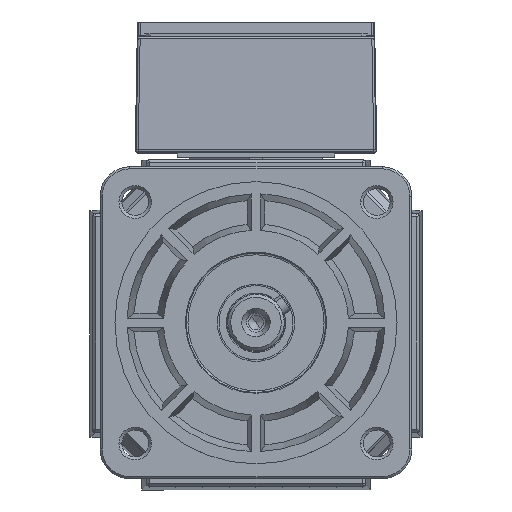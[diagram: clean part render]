
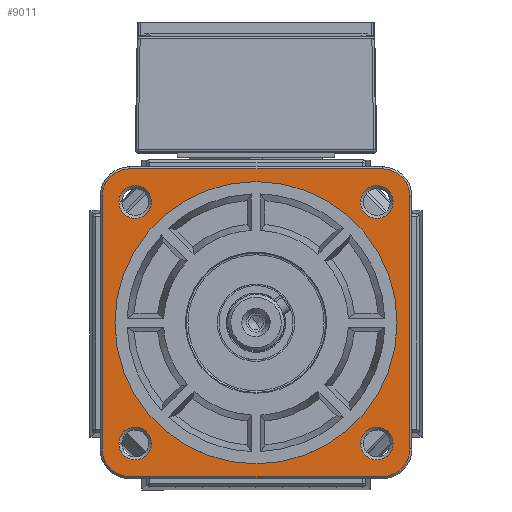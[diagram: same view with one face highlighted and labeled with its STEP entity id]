
A CAD part, top view. The second image highlights one B-rep face of the part: STEP entity #9011.
In plain terms, the highlighted planar face has unit normal (0, 0, 1).
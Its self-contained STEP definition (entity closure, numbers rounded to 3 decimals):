
#6398=CARTESIAN_POINT('',(-47.5,0.,180.5));
#6399=VERTEX_POINT('',#6398);
#6408=CARTESIAN_POINT('',(47.5,0.,180.5));
#6409=VERTEX_POINT('',#6408);
#6410=CARTESIAN_POINT('',(0.,0.,180.5));
#6411=DIRECTION('',(0.0,0.0,1.0));
#6412=DIRECTION('',(-1.0,0.0,0.0));
#6413=AXIS2_PLACEMENT_3D('',#6410,#6411,#6412);
#6414=CIRCLE('',#6413,47.5);
#6415=EDGE_CURVE('',#6399,#6409,#6414,.T.);
#6503=CARTESIAN_POINT('',(-46.159,40.659,180.5));
#6504=VERTEX_POINT('',#6503);
#6518=CARTESIAN_POINT('',(-35.159,40.659,180.5));
#6519=VERTEX_POINT('',#6518);
#6526=CARTESIAN_POINT('',(-40.659,40.659,180.5));
#6527=DIRECTION('',(0.0,0.0,1.0));
#6528=DIRECTION('',(-1.0,0.0,0.0));
#6529=AXIS2_PLACEMENT_3D('',#6526,#6527,#6528);
#6530=CIRCLE('',#6529,5.5);
#6531=EDGE_CURVE('',#6519,#6504,#6530,.T.);
#6604=CARTESIAN_POINT('',(35.159,40.659,180.5));
#6605=VERTEX_POINT('',#6604);
#6619=CARTESIAN_POINT('',(46.159,40.659,180.5));
#6620=VERTEX_POINT('',#6619);
#6627=CARTESIAN_POINT('',(40.659,40.659,180.5));
#6628=DIRECTION('',(0.0,0.0,1.0));
#6629=DIRECTION('',(-1.0,0.0,0.0));
#6630=AXIS2_PLACEMENT_3D('',#6627,#6628,#6629);
#6631=CIRCLE('',#6630,5.5);
#6632=EDGE_CURVE('',#6620,#6605,#6631,.T.);
#6705=CARTESIAN_POINT('',(35.159,-40.659,180.5));
#6706=VERTEX_POINT('',#6705);
#6720=CARTESIAN_POINT('',(46.159,-40.659,180.5));
#6721=VERTEX_POINT('',#6720);
#6728=CARTESIAN_POINT('',(40.659,-40.659,180.5));
#6729=DIRECTION('',(0.0,0.0,1.0));
#6730=DIRECTION('',(-1.0,0.0,0.0));
#6731=AXIS2_PLACEMENT_3D('',#6728,#6729,#6730);
#6732=CIRCLE('',#6731,5.5);
#6733=EDGE_CURVE('',#6721,#6706,#6732,.T.);
#6806=CARTESIAN_POINT('',(-46.159,-40.659,180.5));
#6807=VERTEX_POINT('',#6806);
#6821=CARTESIAN_POINT('',(-35.159,-40.659,180.5));
#6822=VERTEX_POINT('',#6821);
#6829=CARTESIAN_POINT('',(-40.659,-40.659,180.5));
#6830=DIRECTION('',(0.0,0.0,1.0));
#6831=DIRECTION('',(-1.0,0.0,0.0));
#6832=AXIS2_PLACEMENT_3D('',#6829,#6830,#6831);
#6833=CIRCLE('',#6832,5.5);
#6834=EDGE_CURVE('',#6822,#6807,#6833,.T.);
#8880=CARTESIAN_POINT('',(-40.659,-40.659,180.5));
#8881=DIRECTION('',(0.0,0.0,1.0));
#8882=DIRECTION('',(-1.0,0.0,0.0));
#8883=AXIS2_PLACEMENT_3D('',#8880,#8881,#8882);
#8884=CIRCLE('',#8883,5.5);
#8885=EDGE_CURVE('',#6807,#6822,#8884,.T.);
#8892=CARTESIAN_POINT('',(0.,0.,180.5));
#8893=DIRECTION('',(0.0,0.0,-1.0));
#8894=DIRECTION('',(-1.0,0.0,0.0));
#8895=AXIS2_PLACEMENT_3D('',#8892,#8893,#8894);
#8896=PLANE('',#8895);
#8897=CARTESIAN_POINT('',(-42.5,51.8,180.5));
#8898=VERTEX_POINT('',#8897);
#8899=CARTESIAN_POINT('',(42.5,51.8,180.5));
#8900=VERTEX_POINT('',#8899);
#8901=CARTESIAN_POINT('',(-42.5,51.8,180.5));
#8902=DIRECTION('',(1.0,0.0,0.0));
#8903=VECTOR('',#8902,85.);
#8904=LINE('',#8901,#8903);
#8905=EDGE_CURVE('',#8898,#8900,#8904,.T.);
#8906=ORIENTED_EDGE('',*,*,#8905,.F.);
#8907=CARTESIAN_POINT('',(-51.8,42.5,180.5));
#8908=VERTEX_POINT('',#8907);
#8909=CARTESIAN_POINT('',(-42.5,42.5,180.5));
#8910=DIRECTION('',(0.0,0.0,-1.0));
#8911=DIRECTION('',(0.0,1.0,0.0));
#8912=AXIS2_PLACEMENT_3D('',#8909,#8910,#8911);
#8913=CIRCLE('',#8912,9.3);
#8914=EDGE_CURVE('',#8908,#8898,#8913,.T.);
#8915=ORIENTED_EDGE('',*,*,#8914,.F.);
#8916=CARTESIAN_POINT('',(-51.8,-42.5,180.5));
#8917=VERTEX_POINT('',#8916);
#8918=CARTESIAN_POINT('',(-51.8,-42.5,180.5));
#8919=DIRECTION('',(0.0,1.0,0.0));
#8920=VECTOR('',#8919,85.);
#8921=LINE('',#8918,#8920);
#8922=EDGE_CURVE('',#8917,#8908,#8921,.T.);
#8923=ORIENTED_EDGE('',*,*,#8922,.F.);
#8924=CARTESIAN_POINT('',(-42.5,-51.8,180.5));
#8925=VERTEX_POINT('',#8924);
#8926=CARTESIAN_POINT('',(-42.5,-42.5,180.5));
#8927=DIRECTION('',(0.0,0.0,-1.0));
#8928=DIRECTION('',(-1.0,0.0,0.0));
#8929=AXIS2_PLACEMENT_3D('',#8926,#8927,#8928);
#8930=CIRCLE('',#8929,9.3);
#8931=EDGE_CURVE('',#8925,#8917,#8930,.T.);
#8932=ORIENTED_EDGE('',*,*,#8931,.F.);
#8933=CARTESIAN_POINT('',(42.5,-51.8,180.5));
#8934=VERTEX_POINT('',#8933);
#8935=CARTESIAN_POINT('',(42.5,-51.8,180.5));
#8936=DIRECTION('',(-1.0,0.0,0.0));
#8937=VECTOR('',#8936,85.);
#8938=LINE('',#8935,#8937);
#8939=EDGE_CURVE('',#8934,#8925,#8938,.T.);
#8940=ORIENTED_EDGE('',*,*,#8939,.F.);
#8941=CARTESIAN_POINT('',(51.8,-42.5,180.5));
#8942=VERTEX_POINT('',#8941);
#8943=CARTESIAN_POINT('',(42.5,-42.5,180.5));
#8944=DIRECTION('',(0.0,0.0,-1.0));
#8945=DIRECTION('',(0.0,-1.0,0.0));
#8946=AXIS2_PLACEMENT_3D('',#8943,#8944,#8945);
#8947=CIRCLE('',#8946,9.3);
#8948=EDGE_CURVE('',#8942,#8934,#8947,.T.);
#8949=ORIENTED_EDGE('',*,*,#8948,.F.);
#8950=CARTESIAN_POINT('',(51.8,42.5,180.5));
#8951=VERTEX_POINT('',#8950);
#8952=CARTESIAN_POINT('',(51.8,42.5,180.5));
#8953=DIRECTION('',(0.0,-1.0,0.0));
#8954=VECTOR('',#8953,85.);
#8955=LINE('',#8952,#8954);
#8956=EDGE_CURVE('',#8951,#8942,#8955,.T.);
#8957=ORIENTED_EDGE('',*,*,#8956,.F.);
#8958=CARTESIAN_POINT('',(42.5,42.5,180.5));
#8959=DIRECTION('',(0.0,0.0,-1.0));
#8960=DIRECTION('',(1.0,0.0,0.0));
#8961=AXIS2_PLACEMENT_3D('',#8958,#8959,#8960);
#8962=CIRCLE('',#8961,9.3);
#8963=EDGE_CURVE('',#8900,#8951,#8962,.T.);
#8964=ORIENTED_EDGE('',*,*,#8963,.F.);
#8965=EDGE_LOOP('',(#8906,#8915,#8923,#8932,#8940,#8949,#8957,#8964));
#8966=FACE_OUTER_BOUND('',#8965,.T.);
#8967=ORIENTED_EDGE('',*,*,#6733,.F.);
#8968=CARTESIAN_POINT('',(40.659,-40.659,180.5));
#8969=DIRECTION('',(0.0,0.0,1.0));
#8970=DIRECTION('',(-1.0,0.0,0.0));
#8971=AXIS2_PLACEMENT_3D('',#8968,#8969,#8970);
#8972=CIRCLE('',#8971,5.5);
#8973=EDGE_CURVE('',#6706,#6721,#8972,.T.);
#8974=ORIENTED_EDGE('',*,*,#8973,.F.);
#8975=EDGE_LOOP('',(#8967,#8974));
#8976=FACE_BOUND('',#8975,.T.);
#8977=ORIENTED_EDGE('',*,*,#6531,.F.);
#8978=CARTESIAN_POINT('',(-40.659,40.659,180.5));
#8979=DIRECTION('',(0.0,0.0,1.0));
#8980=DIRECTION('',(-1.0,0.0,0.0));
#8981=AXIS2_PLACEMENT_3D('',#8978,#8979,#8980);
#8982=CIRCLE('',#8981,5.5);
#8983=EDGE_CURVE('',#6504,#6519,#8982,.T.);
#8984=ORIENTED_EDGE('',*,*,#8983,.F.);
#8985=EDGE_LOOP('',(#8977,#8984));
#8986=FACE_BOUND('',#8985,.T.);
#8987=CARTESIAN_POINT('',(0.,0.,180.5));
#8988=DIRECTION('',(0.0,0.0,1.0));
#8989=DIRECTION('',(-1.0,0.0,0.0));
#8990=AXIS2_PLACEMENT_3D('',#8987,#8988,#8989);
#8991=CIRCLE('',#8990,47.5);
#8992=EDGE_CURVE('',#6409,#6399,#8991,.T.);
#8993=ORIENTED_EDGE('',*,*,#8992,.F.);
#8994=ORIENTED_EDGE('',*,*,#6415,.F.);
#8995=EDGE_LOOP('',(#8993,#8994));
#8996=FACE_BOUND('',#8995,.T.);
#8997=ORIENTED_EDGE('',*,*,#6632,.F.);
#8998=CARTESIAN_POINT('',(40.659,40.659,180.5));
#8999=DIRECTION('',(0.0,0.0,1.0));
#9000=DIRECTION('',(-1.0,0.0,0.0));
#9001=AXIS2_PLACEMENT_3D('',#8998,#8999,#9000);
#9002=CIRCLE('',#9001,5.5);
#9003=EDGE_CURVE('',#6605,#6620,#9002,.T.);
#9004=ORIENTED_EDGE('',*,*,#9003,.F.);
#9005=EDGE_LOOP('',(#8997,#9004));
#9006=FACE_BOUND('',#9005,.T.);
#9007=ORIENTED_EDGE('',*,*,#6834,.F.);
#9008=ORIENTED_EDGE('',*,*,#8885,.F.);
#9009=EDGE_LOOP('',(#9007,#9008));
#9010=FACE_BOUND('',#9009,.T.);
#9011=ADVANCED_FACE('',(#8966,#8976,#8986,#8996,#9006,#9010),#8896,.F.);
